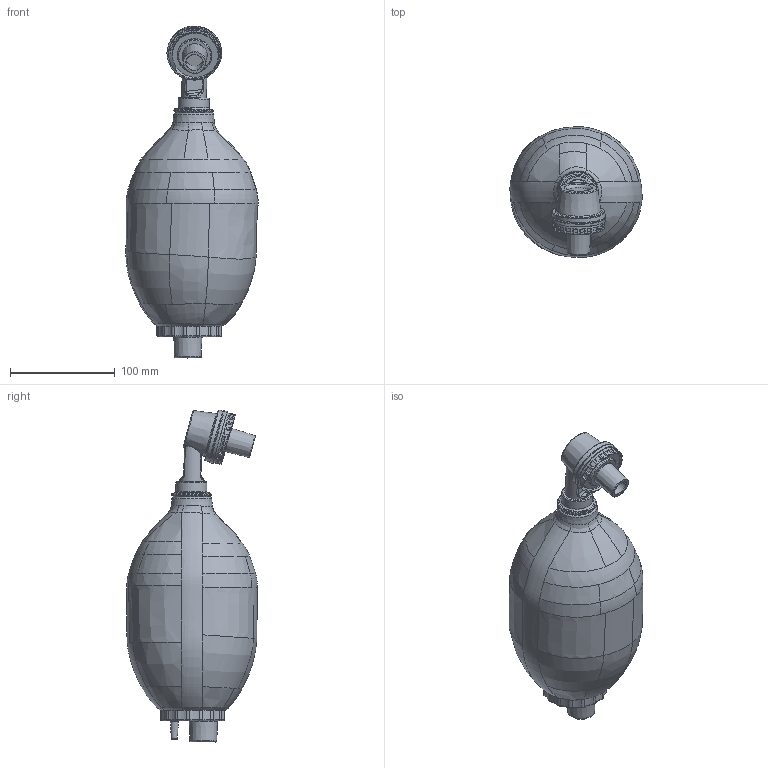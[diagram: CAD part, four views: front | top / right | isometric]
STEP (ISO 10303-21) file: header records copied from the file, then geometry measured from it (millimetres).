
FILE_DESCRIPTION(('FreeCAD Model'),'2;1');
FILE_NAME('Open CASCADE Shape Model','2025-04-29T13:21:34',('FreeCAD'),( 'FreeCAD'),'Open CASCADE STEP processor 7.6','FreeCAD','Unknown');
FILE_SCHEMA(('AUTOMOTIVE_DESIGN { 1 0 10303 214 1 1 1 1 }'));
Products named in the file (1): Open CASCADE STEP translator 7.6 1
Bounding box: 126.13 x 124.71 x 316.83 mm (x, y, z)
Surface area: 96959.8 mm2 (no closed solid volume)
Topology: 0 solids, 1 shells, 288 faces, 736 edges, 460 vertices
Faces by surface type: bspline 98, cylinder 64, plane 61, torus 34, sphere 21, cone 10
Full cylindrical faces by diameter (mm): 3.883 x1, 15.568 x1, 22.259 x1, 23.665 x1, 29.624 x1, 32.818 x1, 43.63 x1, 49.516 x1, 50.031 x1, 51.343 x1
Entity records: 50667 total; most frequent: CARTESIAN_POINT 44390, ORIENTED_EDGE 1466, DIRECTION 1144, EDGE_CURVE 734, AXIS2_PLACEMENT_3D 515, VERTEX_POINT 460, FACE_BOUND 301, EDGE_LOOP 301
